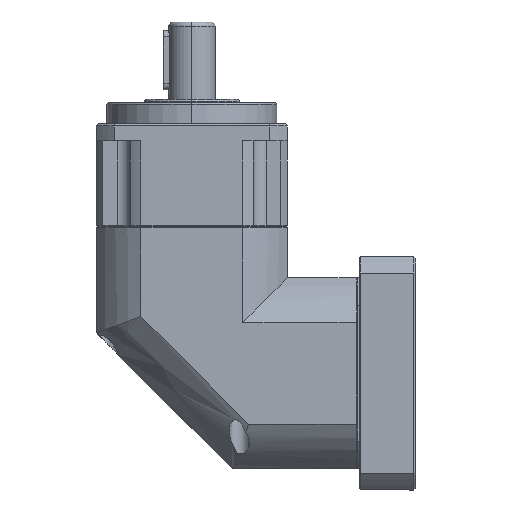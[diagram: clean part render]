
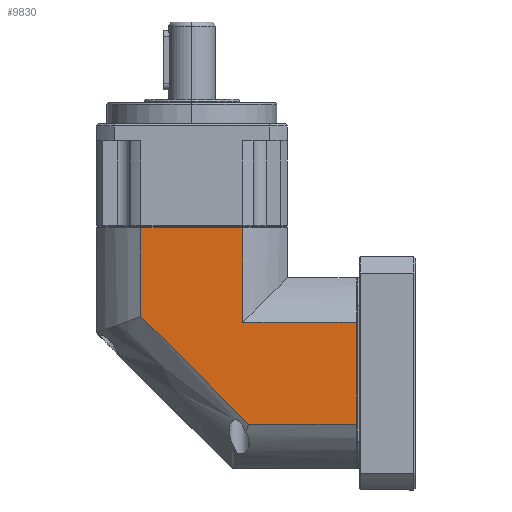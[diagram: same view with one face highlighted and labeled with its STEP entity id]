
A CAD part, left-side view. The second image highlights one B-rep face of the part: STEP entity #9830.
In plain terms, the highlighted face is planar.
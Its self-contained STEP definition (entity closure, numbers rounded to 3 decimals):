
#275 = CARTESIAN_POINT ( 'NONE',  ( 0.5, -69., 0. ) ) ;
#612 = CARTESIAN_POINT ( 'NONE',  ( 0.5, -21., 0. ) ) ;
#657 = ORIENTED_EDGE ( 'NONE', *, *, #5700, .F. ) ;
#766 = CARTESIAN_POINT ( 'NONE',  ( 45.1, -69., 0. ) ) ;
#1524 = DIRECTION ( 'NONE',  ( 0., 1., 0. ) ) ;
#2113 = EDGE_CURVE ( 'NONE', #7172, #9049, #17317, .T. ) ;
#2116 = VECTOR ( 'NONE', #17008, 1000. ) ;
#2541 = EDGE_CURVE ( 'NONE', #18190, #10108, #3084, .T. ) ;
#3044 = CARTESIAN_POINT ( 'NONE',  ( 45.1, -69., 0. ) ) ;
#3084 = B_SPLINE_CURVE_WITH_KNOTS ( 'NONE', 3,
 ( #19911, #18111, #18168, #18087 ),
 .UNSPECIFIED., .F., .F.,
 ( 4, 4 ),
 ( 0., 1. ),
 .UNSPECIFIED. ) ;
#3575 = DIRECTION ( 'NONE',  ( -1., 0., 0. ) ) ;
#3750 = VECTOR ( 'NONE', #8915, 1000. ) ;
#4091 = LINE ( 'NONE', #15175, #13490 ) ;
#4295 = DIRECTION ( 'NONE',  ( 0., -1., 0. ) ) ;
#4661 = VECTOR ( 'NONE', #3575, 1000. ) ;
#4797 = EDGE_CURVE ( 'NONE', #5426, #20454, #16266, .T. ) ;
#5322 = LINE ( 'NONE', #22340, #8876 ) ;
#5426 = VERTEX_POINT ( 'NONE', #16128 ) ;
#5700 = EDGE_CURVE ( 'NONE', #15245, #21546, #4091, .T. ) ;
#6378 = VECTOR ( 'NONE', #1524, 1000. ) ;
#7172 = VERTEX_POINT ( 'NONE', #12501 ) ;
#8469 = EDGE_CURVE ( 'NONE', #21546, #18190, #9973, .T. ) ;
#8594 = CARTESIAN_POINT ( 'NONE',  ( 57.05, -60.5, 0. ) ) ;
#8876 = VECTOR ( 'NONE', #13524, 1000. ) ;
#8915 = DIRECTION ( 'NONE',  ( 1., 0., 0. ) ) ;
#8992 = CARTESIAN_POINT ( 'NONE',  ( 57.05, -122.5, 0. ) ) ;
#9049 = VERTEX_POINT ( 'NONE', #18292 ) ;
#9324 = LINE ( 'NONE', #17677, #4661 ) ;
#9830 = ADVANCED_FACE ( 'NONE', ( #20321 ), #12128, .F. ) ;
#9973 = B_SPLINE_CURVE_WITH_KNOTS ( 'NONE', 3,
 ( #18471, #20266, #11426, #766 ),
 .UNSPECIFIED., .F., .F.,
 ( 4, 4 ),
 ( 0., 1. ),
 .UNSPECIFIED. ) ;
#10108 = VERTEX_POINT ( 'NONE', #11090 ) ;
#10377 = CARTESIAN_POINT ( 'NONE',  ( 93.1, -60.5, 0. ) ) ;
#10391 = DIRECTION ( 'NONE',  ( 1., 0., 0. ) ) ;
#10581 = ORIENTED_EDGE ( 'NONE', *, *, #4797, .F. ) ;
#10732 = ORIENTED_EDGE ( 'NONE', *, *, #22585, .F. ) ;
#11090 = CARTESIAN_POINT ( 'NONE',  ( 45.1, -90., 0. ) ) ;
#11100 = LINE ( 'NONE', #10377, #6378 ) ;
#11426 = CARTESIAN_POINT ( 'NONE',  ( 30.233, -69., 0. ) ) ;
#11834 = ORIENTED_EDGE ( 'NONE', *, *, #19971, .F. ) ;
#12128 = PLANE ( 'NONE',  #12939 ) ;
#12501 = CARTESIAN_POINT ( 'NONE',  ( 45.1, -122.5, 0. ) ) ;
#12939 = AXIS2_PLACEMENT_3D ( 'NONE', #8594, #21039, #10391 ) ;
#13490 = VECTOR ( 'NONE', #4295, 1000. ) ;
#13524 = DIRECTION ( 'NONE',  ( 0., -1., 0. ) ) ;
#13821 = ORIENTED_EDGE ( 'NONE', *, *, #16683, .F. ) ;
#15175 = CARTESIAN_POINT ( 'NONE',  ( 0.5, -60.5, 0. ) ) ;
#15245 = VERTEX_POINT ( 'NONE', #612 ) ;
#15758 = ORIENTED_EDGE ( 'NONE', *, *, #8469, .F. ) ;
#16128 = CARTESIAN_POINT ( 'NONE',  ( 93.1, -71.743, 0. ) ) ;
#16266 = LINE ( 'NONE', #17865, #2116 ) ;
#16683 = EDGE_CURVE ( 'NONE', #10108, #7172, #5322, .T. ) ;
#17008 = DIRECTION ( 'NONE',  ( -0.707, 0.707, 0. ) ) ;
#17317 = LINE ( 'NONE', #8992, #3750 ) ;
#17677 = CARTESIAN_POINT ( 'NONE',  ( 57.05, -21., 0. ) ) ;
#17865 = CARTESIAN_POINT ( 'NONE',  ( 93.1, -71.743, 0. ) ) ;
#18087 = CARTESIAN_POINT ( 'NONE',  ( 45.1, -90., 0. ) ) ;
#18111 = CARTESIAN_POINT ( 'NONE',  ( 45.1, -76., 0. ) ) ;
#18168 = CARTESIAN_POINT ( 'NONE',  ( 45.1, -83., 0. ) ) ;
#18190 = VERTEX_POINT ( 'NONE', #3044 ) ;
#18292 = CARTESIAN_POINT ( 'NONE',  ( 93.1, -122.5, 0. ) ) ;
#18471 = CARTESIAN_POINT ( 'NONE',  ( 0.5, -69., 0. ) ) ;
#19665 = CARTESIAN_POINT ( 'NONE',  ( 42.357, -21., 0. ) ) ;
#19911 = CARTESIAN_POINT ( 'NONE',  ( 45.1, -69., 0. ) ) ;
#19971 = EDGE_CURVE ( 'NONE', #20454, #15245, #9324, .T. ) ;
#20266 = CARTESIAN_POINT ( 'NONE',  ( 15.367, -69., 0. ) ) ;
#20321 = FACE_OUTER_BOUND ( 'NONE', #21594, .T. ) ;
#20454 = VERTEX_POINT ( 'NONE', #19665 ) ;
#21014 = ORIENTED_EDGE ( 'NONE', *, *, #2541, .F. ) ;
#21039 = DIRECTION ( 'NONE',  ( 0., 0., 1. ) ) ;
#21546 = VERTEX_POINT ( 'NONE', #275 ) ;
#21594 = EDGE_LOOP ( 'NONE', ( #13821, #21014, #15758, #657, #11834, #10581, #10732, #21906 ) ) ;
#21906 = ORIENTED_EDGE ( 'NONE', *, *, #2113, .F. ) ;
#22340 = CARTESIAN_POINT ( 'NONE',  ( 45.1, -60.5, 0. ) ) ;
#22585 = EDGE_CURVE ( 'NONE', #9049, #5426, #11100, .T. ) ;
